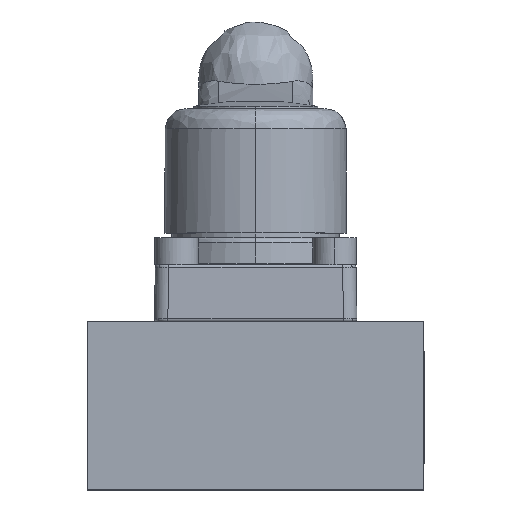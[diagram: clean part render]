
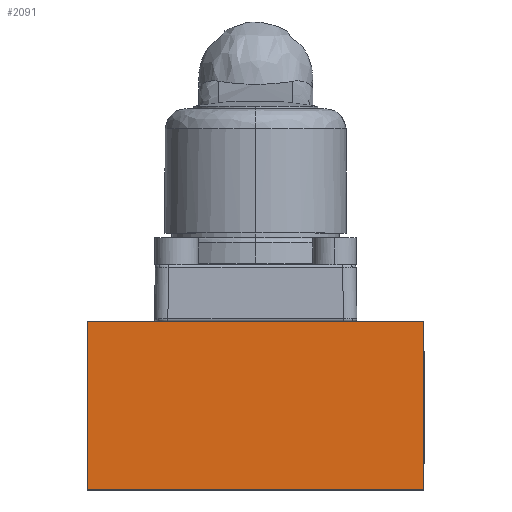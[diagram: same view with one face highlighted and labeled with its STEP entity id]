
A CAD part, top view. The second image highlights one B-rep face of the part: STEP entity #2091.
In plain terms, the highlighted planar face has unit normal (0, 0, 1).
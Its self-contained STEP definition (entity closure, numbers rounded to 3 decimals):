
#2091 = ADVANCED_FACE ( 'NONE', ( #25339 ), #21694, .T. ) ;
#11391 = DIRECTION ( 'NONE',  ( 0., 1., 0. ) ) ;
#11398 = CARTESIAN_POINT ( 'NONE',  ( 50., 0., 30. ) ) ;
#11415 = CARTESIAN_POINT ( 'NONE',  ( -50., -50., 30. ) ) ;
#11449 = DIRECTION ( 'NONE',  ( 0., 1., 0. ) ) ;
#11857 = CARTESIAN_POINT ( 'NONE',  ( 0., 0., 30. ) ) ;
#12257 = AXIS2_PLACEMENT_3D ( 'NONE', #21648, #21642, #21638 ) ;
#14143 = EDGE_CURVE ( 'NONE', #17383, #16697, #19289, .T. ) ;
#14152 = EDGE_CURVE ( 'NONE', #17351, #16639, #19298, .T. ) ;
#14310 = EDGE_CURVE ( 'NONE', #16697, #16639, #19429, .T. ) ;
#14406 = EDGE_CURVE ( 'NONE', #17383, #17351, #19498, .T. ) ;
#16639 = VERTEX_POINT ( 'NONE', #21526 ) ;
#16697 = VERTEX_POINT ( 'NONE', #21612 ) ;
#17110 = ORIENTED_EDGE ( 'NONE', *, *, #14406, .F. ) ;
#17112 = ORIENTED_EDGE ( 'NONE', *, *, #14143, .T. ) ;
#17113 = ORIENTED_EDGE ( 'NONE', *, *, #14310, .T. ) ;
#17115 = ORIENTED_EDGE ( 'NONE', *, *, #14152, .F. ) ;
#17351 = VERTEX_POINT ( 'NONE', #21789 ) ;
#17383 = VERTEX_POINT ( 'NONE', #21815 ) ;
#19289 = LINE ( 'NONE', #11398, #19291 ) ;
#19291 = VECTOR ( 'NONE', #11391, 1000. ) ;
#19298 = LINE ( 'NONE', #11415, #19304 ) ;
#19304 = VECTOR ( 'NONE', #11449, 1000. ) ;
#19429 = LINE ( 'NONE', #11857, #19434 ) ;
#19434 = VECTOR ( 'NONE', #20649, 1000. ) ;
#19498 = LINE ( 'NONE', #20913, #19501 ) ;
#19501 = VECTOR ( 'NONE', #20915, 1000. ) ;
#20649 = DIRECTION ( 'NONE',  ( -1., 0., 0. ) ) ;
#20913 = CARTESIAN_POINT ( 'NONE',  ( 50., -50., 30. ) ) ;
#20915 = DIRECTION ( 'NONE',  ( -1., 0., 0. ) ) ;
#21526 = CARTESIAN_POINT ( 'NONE',  ( -50., 0., 30. ) ) ;
#21612 = CARTESIAN_POINT ( 'NONE',  ( 50., 0., 30. ) ) ;
#21638 = DIRECTION ( 'NONE',  ( 1., 0., 0. ) ) ;
#21642 = DIRECTION ( 'NONE',  ( 0., 0., 1. ) ) ;
#21648 = CARTESIAN_POINT ( 'NONE',  ( 0., 0., 30. ) ) ;
#21694 = PLANE ( 'NONE',  #12257 ) ;
#21789 = CARTESIAN_POINT ( 'NONE',  ( -50., -50., 30. ) ) ;
#21815 = CARTESIAN_POINT ( 'NONE',  ( 50., -50., 30. ) ) ;
#25339 = FACE_OUTER_BOUND ( 'NONE', #25532, .T. ) ;
#25532 = EDGE_LOOP ( 'NONE', ( #17110, #17112, #17113, #17115 ) ) ;
